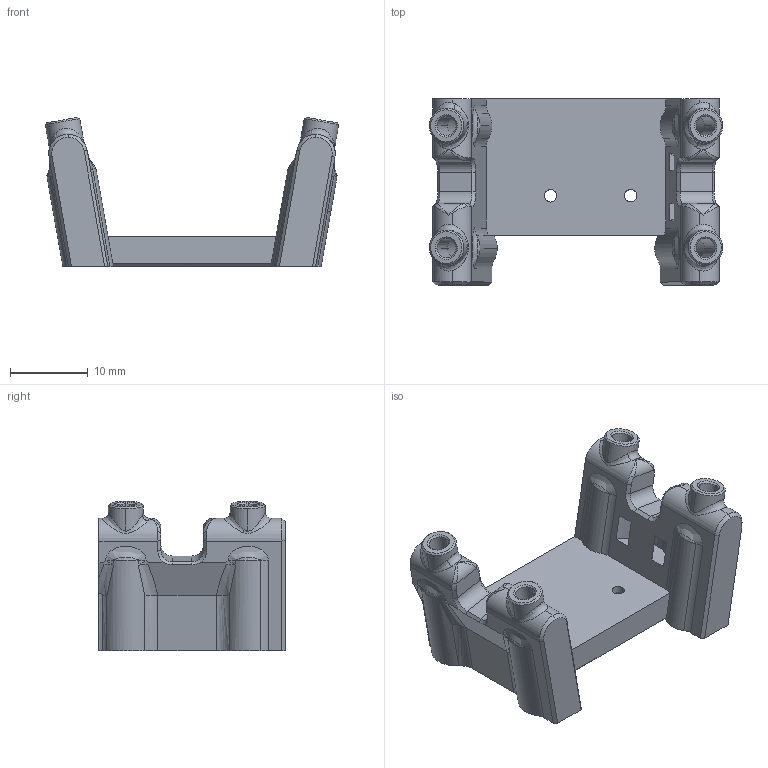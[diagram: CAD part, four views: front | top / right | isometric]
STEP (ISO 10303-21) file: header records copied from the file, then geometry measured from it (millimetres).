
FILE_DESCRIPTION (( 'STEP AP214' ), '1' );
FILE_NAME ('Klicky_Attemptv1_3_Beefy.STEP', '2023-06-11T14:32:38', ( '' ), ( '' ), 'SwSTEP 2.0', 'SolidWorks 2022', '' );
FILE_SCHEMA (( 'AUTOMOTIVE_DESIGN' ));
Length unit declared in the file: millimetre
Products named in the file (2): Klicky_Attemptv1_3_Beefy; mount_mgn9_v0.7_-_PCB_Klicky_Carrier
Assembly tree (1 placements, depth 2):
  Klicky_Attemptv1_3_Beefy
    mount_mgn9_v0.7_-_PCB_Klicky_Carrier
Bounding box: 37.83 x 24 x 19.25 mm (x, y, z)
Volume: 4305.7 mm3; surface area: 4299.2 mm2
Topology: 1 solids, 1 shells, 269 faces, 689 edges, 417 vertices
Faces by surface type: cylinder 86, plane 77, bspline 54, cone 44, torus 8
Entity records: 13513 total; most frequent: CARTESIAN_POINT 7467, ORIENTED_EDGE 1358, DIRECTION 1097, EDGE_CURVE 679, VERTEX_POINT 417, AXIS2_PLACEMENT_3D 395, VECTOR 307, LINE 307
